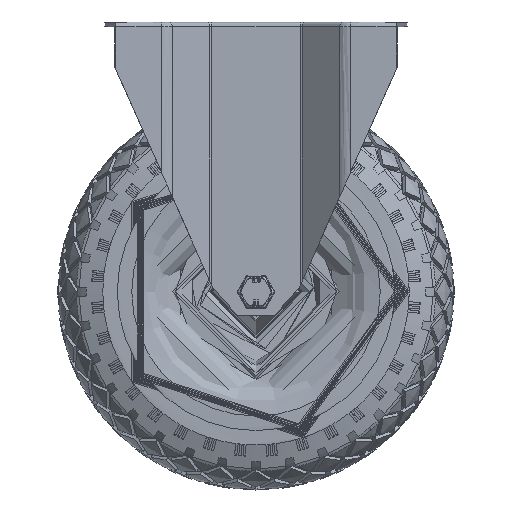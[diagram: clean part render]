
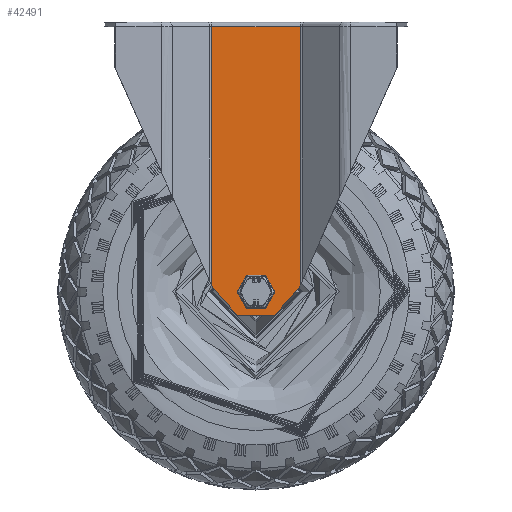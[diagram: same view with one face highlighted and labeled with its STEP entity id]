
A CAD part, front view. The second image highlights one B-rep face of the part: STEP entity #42491.
In plain terms, the highlighted planar face has unit normal (0, -1, 0).
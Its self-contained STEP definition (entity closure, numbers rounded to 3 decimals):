
#945=FACE_BOUND('',#7865,.T.);
#1183=PLANE('',#45300);
#1374=LINE('',#55561,#3128);
#1400=LINE('',#55680,#3154);
#1403=LINE('',#55687,#3157);
#1406=LINE('',#55695,#3160);
#1413=LINE('',#55733,#3167);
#3128=VECTOR('',#48086,10.);
#3154=VECTOR('',#48194,10.);
#3157=VECTOR('',#48201,10.);
#3160=VECTOR('',#48210,10.);
#3167=VECTOR('',#48243,10.);
#5293=FACE_OUTER_BOUND('',#7864,.T.);
#7864=EDGE_LOOP('',(#27317,#27318,#27319,#27320,#27321,#27322));
#7865=EDGE_LOOP('',(#27323));
#14094=CIRCLE('',#45269,29.839);
#14111=CIRCLE('',#45301,7.1);
#15677=VERTEX_POINT('',#55558);
#15678=VERTEX_POINT('',#55560);
#15720=VERTEX_POINT('',#55652);
#15721=VERTEX_POINT('',#55656);
#15726=VERTEX_POINT('',#55666);
#15731=VERTEX_POINT('',#55683);
#15743=VERTEX_POINT('',#55734);
#20270=EDGE_CURVE('',#15677,#15678,#1374,.T.);
#20317=EDGE_CURVE('',#15677,#15720,#14094,.T.);
#20329=EDGE_CURVE('',#15721,#15726,#1400,.T.);
#20333=EDGE_CURVE('',#15726,#15731,#1403,.T.);
#20337=EDGE_CURVE('',#15678,#15721,#1406,.T.);
#20352=EDGE_CURVE('',#15731,#15720,#1413,.T.);
#20353=EDGE_CURVE('',#15743,#15743,#14111,.T.);
#27317=ORIENTED_EDGE('',*,*,#20333,.F.);
#27318=ORIENTED_EDGE('',*,*,#20329,.F.);
#27319=ORIENTED_EDGE('',*,*,#20337,.F.);
#27320=ORIENTED_EDGE('',*,*,#20270,.F.);
#27321=ORIENTED_EDGE('',*,*,#20317,.T.);
#27322=ORIENTED_EDGE('',*,*,#20352,.F.);
#27323=ORIENTED_EDGE('',*,*,#20353,.F.);
#42491=ADVANCED_FACE('',(#5293,#945),#1183,.T.);
#45269=AXIS2_PLACEMENT_3D('',#55654,#48164,#48165);
#45300=AXIS2_PLACEMENT_3D('',#55732,#48241,#48242);
#45301=AXIS2_PLACEMENT_3D('',#55735,#48244,#48245);
#48086=DIRECTION('',(-0.406,0.,0.914));
#48164=DIRECTION('center_axis',(0.,-1.,0.));
#48165=DIRECTION('ref_axis',(-0.955,0.,-0.296));
#48194=DIRECTION('',(1.,0.,0.));
#48201=DIRECTION('',(0.,0.,-1.));
#48210=DIRECTION('',(0.,0.,1.));
#48241=DIRECTION('center_axis',(0.,-1.,0.));
#48242=DIRECTION('ref_axis',(-1.,0.,0.));
#48243=DIRECTION('',(-0.406,0.,-0.914));
#48244=DIRECTION('center_axis',(0.,-1.,0.));
#48245=DIRECTION('ref_axis',(1.,0.,0.));
#55558=CARTESIAN_POINT('',(-28.5,-53.5,-174.));
#55560=CARTESIAN_POINT('',(-29.182,-53.5,-172.464));
#55561=CARTESIAN_POINT('',(-74.298,-53.5,-70.865));
#55652=CARTESIAN_POINT('',(28.5,-53.5,-174.));
#55654=CARTESIAN_POINT('Origin',(0.,-53.5,-165.161));
#55656=CARTESIAN_POINT('',(-29.182,-53.5,-3.));
#55666=CARTESIAN_POINT('',(29.182,-53.5,-3.));
#55680=CARTESIAN_POINT('',(0.,-53.5,-3.));
#55683=CARTESIAN_POINT('',(29.182,-53.5,-172.464));
#55687=CARTESIAN_POINT('',(29.182,-53.5,0.));
#55695=CARTESIAN_POINT('',(-29.182,-53.5,0.));
#55732=CARTESIAN_POINT('Origin',(0.,-53.5,0.));
#55733=CARTESIAN_POINT('',(74.298,-53.5,-70.865));
#55734=CARTESIAN_POINT('',(-7.1,-53.5,-177.));
#55735=CARTESIAN_POINT('Origin',(0.,-53.5,-177.));
